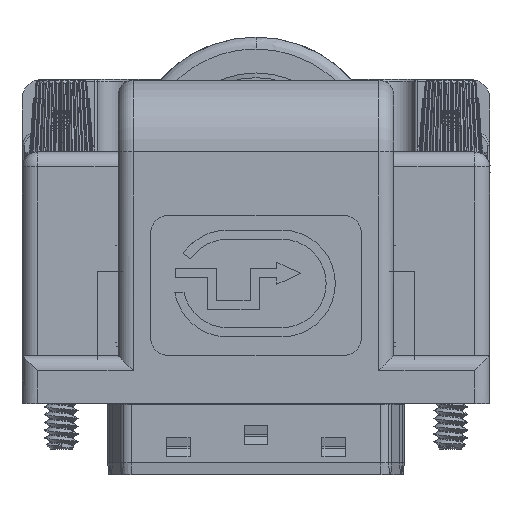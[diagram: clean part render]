
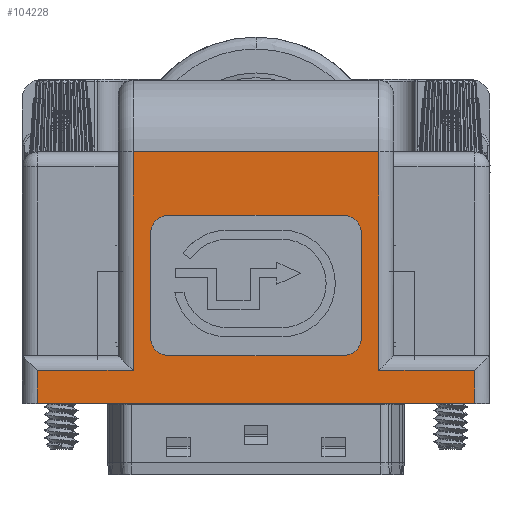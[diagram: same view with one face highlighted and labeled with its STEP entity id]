
A CAD part, top view. The second image highlights one B-rep face of the part: STEP entity #104228.
In plain terms, the highlighted face is planar.
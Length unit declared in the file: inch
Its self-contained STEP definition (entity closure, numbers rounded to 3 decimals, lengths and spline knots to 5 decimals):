
#9381 = FACE_BOUND ( 'NONE', #37976, .T. ) ;
#9385 = FACE_OUTER_BOUND ( 'NONE', #37969, .T. ) ;
#21337 = VERTEX_POINT ( 'NONE', #44384 ) ;
#21350 = VERTEX_POINT ( 'NONE', #44397 ) ;
#21372 = VERTEX_POINT ( 'NONE', #44419 ) ;
#21381 = VERTEX_POINT ( 'NONE', #44428 ) ;
#21388 = VERTEX_POINT ( 'NONE', #44435 ) ;
#21422 = VERTEX_POINT ( 'NONE', #44469 ) ;
#21442 = VERTEX_POINT ( 'NONE', #44489 ) ;
#21444 = VERTEX_POINT ( 'NONE', #44491 ) ;
#21445 = VERTEX_POINT ( 'NONE', #44492 ) ;
#21447 = VERTEX_POINT ( 'NONE', #44494 ) ;
#21448 = VERTEX_POINT ( 'NONE', #44495 ) ;
#21449 = VERTEX_POINT ( 'NONE', #44496 ) ;
#21451 = VERTEX_POINT ( 'NONE', #44498 ) ;
#21490 = VERTEX_POINT ( 'NONE', #44537 ) ;
#27362 = EDGE_CURVE ( 'NONE', #72123, #21445, #51730, .T. ) ;
#27368 = EDGE_CURVE ( 'NONE', #21445, #21422, #51733, .T. ) ;
#27374 = EDGE_CURVE ( 'NONE', #21422, #21490, #51737, .T. ) ;
#27381 = EDGE_CURVE ( 'NONE', #21490, #21372, #51739, .T. ) ;
#27389 = EDGE_CURVE ( 'NONE', #21372, #21350, #51732, .T. ) ;
#27394 = EDGE_CURVE ( 'NONE', #21350, #21381, #51743, .T. ) ;
#27399 = EDGE_CURVE ( 'NONE', #21381, #21337, #51750, .T. ) ;
#27406 = EDGE_CURVE ( 'NONE', #21337, #72123, #51753, .T. ) ;
#27412 = EDGE_CURVE ( 'NONE', #71404, #21388, #51746, .T. ) ;
#27419 = EDGE_CURVE ( 'NONE', #21388, #21442, #51760, .T. ) ;
#27425 = EDGE_CURVE ( 'NONE', #21442, #21449, #51764, .T. ) ;
#27431 = EDGE_CURVE ( 'NONE', #21449, #21444, #51768, .T. ) ;
#27438 = EDGE_CURVE ( 'NONE', #21444, #21451, #51771, .T. ) ;
#27445 = EDGE_CURVE ( 'NONE', #21451, #21447, #51758, .T. ) ;
#27452 = EDGE_CURVE ( 'NONE', #21447, #21448, #51775, .T. ) ;
#27458 = EDGE_CURVE ( 'NONE', #21448, #71404, #51783, .T. ) ;
#36933 = ORIENTED_EDGE ( 'NONE', *, *, #27362, .T. ) ;
#36934 = ORIENTED_EDGE ( 'NONE', *, *, #27368, .T. ) ;
#36935 = ORIENTED_EDGE ( 'NONE', *, *, #27374, .T. ) ;
#36936 = ORIENTED_EDGE ( 'NONE', *, *, #27381, .T. ) ;
#36937 = ORIENTED_EDGE ( 'NONE', *, *, #27389, .T. ) ;
#36938 = ORIENTED_EDGE ( 'NONE', *, *, #27394, .T. ) ;
#36939 = ORIENTED_EDGE ( 'NONE', *, *, #27399, .T. ) ;
#36940 = ORIENTED_EDGE ( 'NONE', *, *, #27406, .T. ) ;
#36941 = ORIENTED_EDGE ( 'NONE', *, *, #27412, .T. ) ;
#36942 = ORIENTED_EDGE ( 'NONE', *, *, #27419, .T. ) ;
#36943 = ORIENTED_EDGE ( 'NONE', *, *, #27425, .T. ) ;
#36944 = ORIENTED_EDGE ( 'NONE', *, *, #27431, .T. ) ;
#36945 = ORIENTED_EDGE ( 'NONE', *, *, #27438, .T. ) ;
#36946 = ORIENTED_EDGE ( 'NONE', *, *, #27445, .T. ) ;
#36947 = ORIENTED_EDGE ( 'NONE', *, *, #27452, .T. ) ;
#36948 = ORIENTED_EDGE ( 'NONE', *, *, #27458, .T. ) ;
#37969 = EDGE_LOOP ( 'NONE', ( #36941, #36942, #36943, #36944, #36945, #36946, #36947, #36948 ) ) ;
#37976 = EDGE_LOOP ( 'NONE', ( #36933, #36934, #36935, #36936, #36937, #36938, #36939, #36940 ) ) ;
#44384 = CARTESIAN_POINT ( 'NONE',  ( 0.2874, -0.30709, 0.15748 ) ) ;
#44397 = CARTESIAN_POINT ( 'NONE',  ( 0.34646, -0.30709, 0.55906 ) ) ;
#44419 = CARTESIAN_POINT ( 'NONE',  ( 0.2874, -0.30709, 0.61811 ) ) ;
#44428 = CARTESIAN_POINT ( 'NONE',  ( 0.34646, -0.30709, 0.21654 ) ) ;
#44435 = CARTESIAN_POINT ( 'NONE',  ( 0.40354, -0.30709, 0.82677 ) ) ;
#44469 = CARTESIAN_POINT ( 'NONE',  ( -0.34646, -0.30709, 0.55906 ) ) ;
#44489 = CARTESIAN_POINT ( 'NONE',  ( -0.40354, -0.30709, 0.82677 ) ) ;
#44491 = CARTESIAN_POINT ( 'NONE',  ( -0.7185, -0.30709, 0.10827 ) ) ;
#44492 = CARTESIAN_POINT ( 'NONE',  ( -0.34646, -0.30709, 0.21654 ) ) ;
#44494 = CARTESIAN_POINT ( 'NONE',  ( 0.7185, -0.30709, 0. ) ) ;
#44495 = CARTESIAN_POINT ( 'NONE',  ( 0.7185, -0.30709, 0.10827 ) ) ;
#44496 = CARTESIAN_POINT ( 'NONE',  ( -0.40354, -0.30709, 0.10827 ) ) ;
#44498 = CARTESIAN_POINT ( 'NONE',  ( -0.7185, -0.30709, 0. ) ) ;
#44537 = CARTESIAN_POINT ( 'NONE',  ( -0.2874, -0.30709, 0.61811 ) ) ;
#51730 = CIRCLE ( 'NONE', #71660, 0.05906 ) ;
#51732 = CIRCLE ( 'NONE', #71669, 0.05906 ) ;
#51733 = LINE ( 'NONE', #67844, #51736 ) ;
#51736 = VECTOR ( 'NONE', #67847, 39.37008 ) ;
#51737 = CIRCLE ( 'NONE', #71667, 0.05906 ) ;
#51739 = LINE ( 'NONE', #67866, #51742 ) ;
#51742 = VECTOR ( 'NONE', #67869, 39.37008 ) ;
#51743 = LINE ( 'NONE', #67877, #51749 ) ;
#51746 = LINE ( 'NONE', #67903, #51759 ) ;
#51749 = VECTOR ( 'NONE', #67884, 39.37008 ) ;
#51750 = CIRCLE ( 'NONE', #71673, 0.05906 ) ;
#51753 = LINE ( 'NONE', #67892, #51755 ) ;
#51755 = VECTOR ( 'NONE', #67894, 39.37008 ) ;
#51758 = LINE ( 'NONE', #67944, #51778 ) ;
#51759 = VECTOR ( 'NONE', #67916, 39.37008 ) ;
#51760 = LINE ( 'NONE', #67923, #51763 ) ;
#51763 = VECTOR ( 'NONE', #67925, 39.37008 ) ;
#51764 = LINE ( 'NONE', #67931, #51767 ) ;
#51767 = VECTOR ( 'NONE', #67935, 39.37008 ) ;
#51768 = LINE ( 'NONE', #67918, #51770 ) ;
#51770 = VECTOR ( 'NONE', #67913, 39.37008 ) ;
#51771 = LINE ( 'NONE', #67963, #51774 ) ;
#51774 = VECTOR ( 'NONE', #67967, 39.37008 ) ;
#51775 = LINE ( 'NONE', #67940, #51782 ) ;
#51778 = VECTOR ( 'NONE', #67974, 39.37008 ) ;
#51782 = VECTOR ( 'NONE', #67986, 39.37008 ) ;
#51783 = LINE ( 'NONE', #67999, #51786 ) ;
#51786 = VECTOR ( 'NONE', #68004, 39.37008 ) ;
#67840 = CARTESIAN_POINT ( 'NONE',  ( -0.2874, -0.30709, 0.21654 ) ) ;
#67841 = DIRECTION ( 'NONE',  ( 0., 1., 0. ) ) ;
#67842 = DIRECTION ( 'NONE',  ( 1., 0., 0. ) ) ;
#67844 = CARTESIAN_POINT ( 'NONE',  ( -0.34646, -0.30709, 0.55906 ) ) ;
#67847 = DIRECTION ( 'NONE',  ( 0., 0., 1. ) ) ;
#67861 = CARTESIAN_POINT ( 'NONE',  ( -0.2874, -0.30709, 0.55906 ) ) ;
#67863 = DIRECTION ( 'NONE',  ( 0., 1., 0. ) ) ;
#67865 = DIRECTION ( 'NONE',  ( 1., 0., 0. ) ) ;
#67866 = CARTESIAN_POINT ( 'NONE',  ( -0.2874, -0.30709, 0.61811 ) ) ;
#67869 = DIRECTION ( 'NONE',  ( 1., 0., 0. ) ) ;
#67877 = CARTESIAN_POINT ( 'NONE',  ( 0.34646, -0.30709, 0.55906 ) ) ;
#67879 = CARTESIAN_POINT ( 'NONE',  ( 0.2874, -0.30709, 0.55906 ) ) ;
#67880 = DIRECTION ( 'NONE',  ( 0., 1., 0. ) ) ;
#67882 = DIRECTION ( 'NONE',  ( -1., 0., 0. ) ) ;
#67884 = DIRECTION ( 'NONE',  ( 0., 0., -1. ) ) ;
#67892 = CARTESIAN_POINT ( 'NONE',  ( -0.2874, -0.30709, 0.15748 ) ) ;
#67894 = DIRECTION ( 'NONE',  ( -1., 0., 0. ) ) ;
#67896 = CARTESIAN_POINT ( 'NONE',  ( 0.2874, -0.30709, 0.21654 ) ) ;
#67898 = DIRECTION ( 'NONE',  ( 0., 1., 0. ) ) ;
#67899 = DIRECTION ( 'NONE',  ( 1., 0., 0. ) ) ;
#67903 = CARTESIAN_POINT ( 'NONE',  ( 0.40354, -0.30709, 1.06299 ) ) ;
#67913 = DIRECTION ( 'NONE',  ( -1., 0., 0. ) ) ;
#67916 = DIRECTION ( 'NONE',  ( 0., 0., 1. ) ) ;
#67918 = CARTESIAN_POINT ( 'NONE',  ( 0.76772, -0.30709, 0.10827 ) ) ;
#67923 = CARTESIAN_POINT ( 'NONE',  ( 0.76772, -0.30709, 0.82677 ) ) ;
#67925 = DIRECTION ( 'NONE',  ( -1., 0., 0. ) ) ;
#67931 = CARTESIAN_POINT ( 'NONE',  ( -0.40354, -0.30709, 1.06299 ) ) ;
#67935 = DIRECTION ( 'NONE',  ( 0., 0., -1. ) ) ;
#67940 = CARTESIAN_POINT ( 'NONE',  ( 0.7185, -0.30709, 1.06299 ) ) ;
#67944 = CARTESIAN_POINT ( 'NONE',  ( 0.76772, -0.30709, 0. ) ) ;
#67963 = CARTESIAN_POINT ( 'NONE',  ( -0.7185, -0.30709, 1.06299 ) ) ;
#67967 = DIRECTION ( 'NONE',  ( 0., 0., -1. ) ) ;
#67974 = DIRECTION ( 'NONE',  ( 1., 0., 0. ) ) ;
#67986 = DIRECTION ( 'NONE',  ( 0., 0., 1. ) ) ;
#67999 = CARTESIAN_POINT ( 'NONE',  ( 0.76772, -0.30709, 0.10827 ) ) ;
#68004 = DIRECTION ( 'NONE',  ( -1., 0., 0. ) ) ;
#71404 = VERTEX_POINT ( 'NONE', #108799 ) ;
#71529 = DIRECTION ( 'NONE',  ( 0., 1., 0. ) ) ;
#71537 = CARTESIAN_POINT ( 'NONE',  ( 0.76772, -0.30709, 1.06299 ) ) ;
#71542 = PLANE ( 'NONE',  #103523 ) ;
#71548 = DIRECTION ( 'NONE',  ( -1., 0., 0. ) ) ;
#71660 = AXIS2_PLACEMENT_3D ( 'NONE', #67840, #67841, #67842 ) ;
#71667 = AXIS2_PLACEMENT_3D ( 'NONE', #67861, #67863, #67865 ) ;
#71669 = AXIS2_PLACEMENT_3D ( 'NONE', #67879, #67880, #67882 ) ;
#71673 = AXIS2_PLACEMENT_3D ( 'NONE', #67896, #67898, #67899 ) ;
#72123 = VERTEX_POINT ( 'NONE', #108914 ) ;
#103523 = AXIS2_PLACEMENT_3D ( 'NONE', #71537, #71529, #71548 ) ;
#104228 = ADVANCED_FACE ( 'NONE', ( #9381, #9385 ), #71542, .F. ) ;
#108799 = CARTESIAN_POINT ( 'NONE',  ( 0.40354, -0.30709, 0.10827 ) ) ;
#108914 = CARTESIAN_POINT ( 'NONE',  ( -0.2874, -0.30709, 0.15748 ) ) ;
